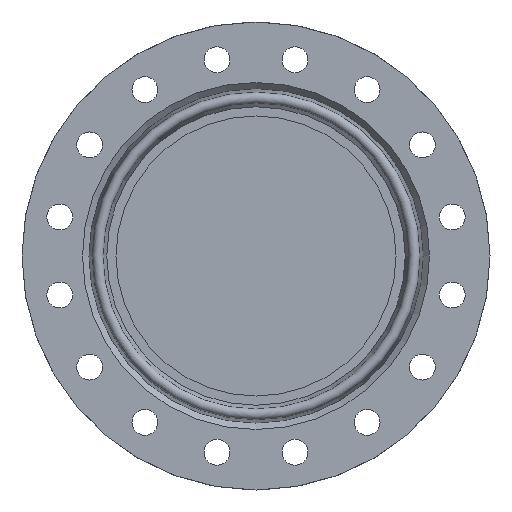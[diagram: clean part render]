
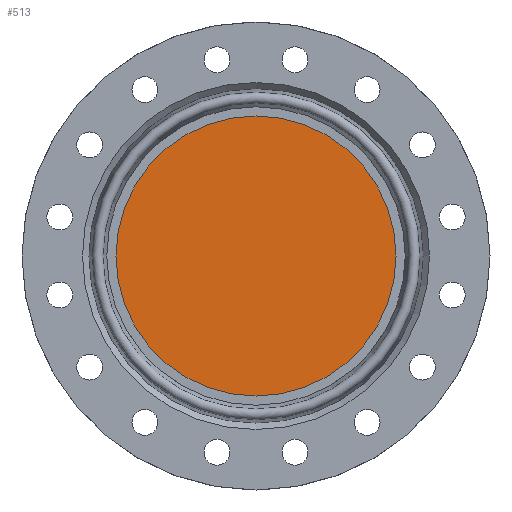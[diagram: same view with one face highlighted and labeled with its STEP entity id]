
A CAD part, left-side view. The second image highlights one B-rep face of the part: STEP entity #513.
In plain terms, the highlighted planar face has unit normal (-1, 0, 0).
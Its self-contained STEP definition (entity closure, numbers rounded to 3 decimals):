
#40 = FACE_OUTER_BOUND ( 'NONE', #225, .T. ) ;
#63 = DIRECTION ( 'NONE',  ( 0., 1., 0. ) ) ;
#107 = EDGE_CURVE ( 'NONE', #1153, #1153, #1449, .T. ) ;
#212 = DIRECTION ( 'NONE',  ( 1., 0., 0. ) ) ;
#225 = EDGE_LOOP ( 'NONE', ( #815 ) ) ;
#513 = ADVANCED_FACE ( 'NONE', ( #40 ), #758, .F. ) ;
#758 = PLANE ( 'NONE',  #1568 ) ;
#815 = ORIENTED_EDGE ( 'NONE', *, *, #107, .T. ) ;
#1150 = DIRECTION ( 'NONE',  ( -1., 0., 0. ) ) ;
#1153 = VERTEX_POINT ( 'NONE', #2281 ) ;
#1156 = CARTESIAN_POINT ( 'NONE',  ( -8.496, 0., 0. ) ) ;
#1449 = CIRCLE ( 'NONE', #1716, 45.6 ) ;
#1477 = DIRECTION ( 'NONE',  ( 0., 0., -1. ) ) ;
#1568 = AXIS2_PLACEMENT_3D ( 'NONE', #1997, #212, #1477 ) ;
#1716 = AXIS2_PLACEMENT_3D ( 'NONE', #1156, #1150, #63 ) ;
#1997 = CARTESIAN_POINT ( 'NONE',  ( -8.496, 0., 0. ) ) ;
#2281 = CARTESIAN_POINT ( 'NONE',  ( -8.496, 45.6, 0. ) ) ;
